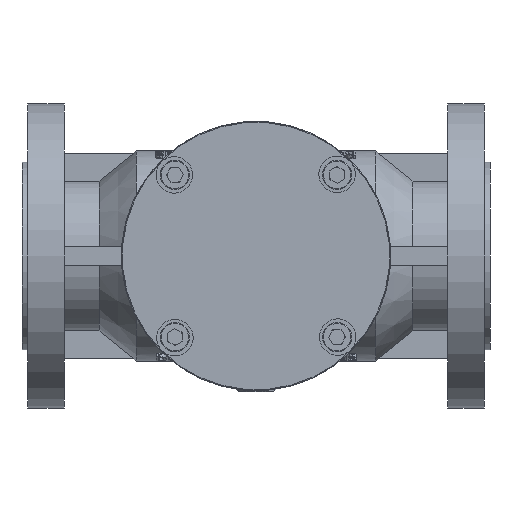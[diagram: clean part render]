
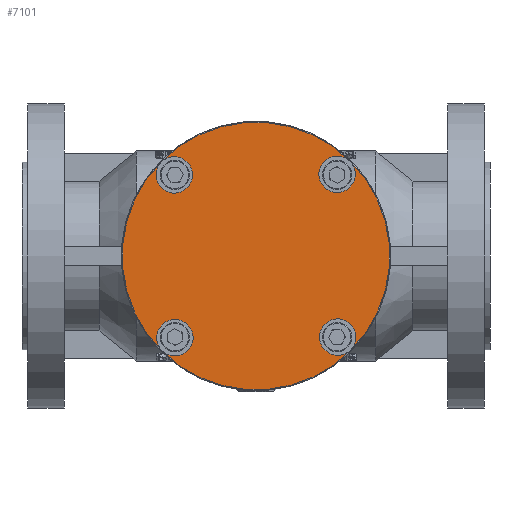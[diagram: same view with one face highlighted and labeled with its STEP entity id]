
A CAD part, front view. The second image highlights one B-rep face of the part: STEP entity #7101.
In plain terms, the highlighted planar face has unit normal (0, -1, 0).
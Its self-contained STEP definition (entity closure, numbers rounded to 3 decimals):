
#31 = EDGE_CURVE ( 'NONE', #30645, #24965, #16645, .T. ) ;
#758 = CARTESIAN_POINT ( 'NONE',  ( -171.016, -205.041, -7.836 ) ) ;
#986 = EDGE_LOOP ( 'NONE', ( #8472, #27341 ) ) ;
#1326 = VERTEX_POINT ( 'NONE', #4093 ) ;
#1902 = FACE_BOUND ( 'NONE', #8991, .T. ) ;
#3453 = FACE_BOUND ( 'NONE', #16893, .T. ) ;
#3474 = EDGE_CURVE ( 'NONE', #12995, #16812, #22671, .T. ) ;
#3911 = DIRECTION ( 'NONE',  ( 0.71, 0., -0.704 ) ) ;
#4093 = CARTESIAN_POINT ( 'NONE',  ( -178.542, -205.041, -0.371 ) ) ;
#5361 = CARTESIAN_POINT ( 'NONE',  ( -86.533, -205.041, -91.643 ) ) ;
#6680 = CIRCLE ( 'NONE', #31539, 5.5 ) ;
#6979 = CARTESIAN_POINT ( 'NONE',  ( -79.078, -205.041, -11.356 ) ) ;
#7101 = ADVANCED_FACE ( 'NONE', ( #33823, #3453, #10193, #1902, #25078 ), #33229, .F. ) ;
#7670 = DIRECTION ( 'NONE',  ( 0., 1., 0. ) ) ;
#8472 = ORIENTED_EDGE ( 'NONE', *, *, #33590, .T. ) ;
#8568 = DIRECTION ( 'NONE',  ( 0., 1., 0. ) ) ;
#8963 = AXIS2_PLACEMENT_3D ( 'NONE', #12716, #35920, #39246 ) ;
#8983 = DIRECTION ( 'NONE',  ( 0.71, 0., -0.704 ) ) ;
#8991 = EDGE_LOOP ( 'NONE', ( #29237, #11893 ) ) ;
#9246 = DIRECTION ( 'NONE',  ( 0.71, 0., -0.704 ) ) ;
#9475 = DIRECTION ( 'NONE',  ( 0.71, 0., -0.704 ) ) ;
#10193 = FACE_BOUND ( 'NONE', #27265, .T. ) ;
#10268 = CIRCLE ( 'NONE', #40549, 5.5 ) ;
#10747 = DIRECTION ( 'NONE',  ( 0., -1., 0. ) ) ;
#10957 = EDGE_CURVE ( 'NONE', #26780, #13556, #10979, .T. ) ;
#10979 = CIRCLE ( 'NONE', #16663, 5.5 ) ;
#11011 = CARTESIAN_POINT ( 'NONE',  ( -86.887, -205.041, -3.609 ) ) ;
#11133 = DIRECTION ( 'NONE',  ( 0., 1., 0. ) ) ;
#11893 = ORIENTED_EDGE ( 'NONE', *, *, #31, .T. ) ;
#12655 = CARTESIAN_POINT ( 'NONE',  ( -170.663, -205.041, -95.87 ) ) ;
#12716 = CARTESIAN_POINT ( 'NONE',  ( -170.663, -205.041, -95.87 ) ) ;
#12995 = VERTEX_POINT ( 'NONE', #5361 ) ;
#13069 = ORIENTED_EDGE ( 'NONE', *, *, #34338, .T. ) ;
#13556 = VERTEX_POINT ( 'NONE', #24163 ) ;
#13874 = CARTESIAN_POINT ( 'NONE',  ( -174.921, -205.041, -3.962 ) ) ;
#14451 = EDGE_CURVE ( 'NONE', #16812, #12995, #6680, .T. ) ;
#14615 = DIRECTION ( 'NONE',  ( 0.71, 0., -0.704 ) ) ;
#14921 = AXIS2_PLACEMENT_3D ( 'NONE', #25080, #18897, #41833 ) ;
#15102 = AXIS2_PLACEMENT_3D ( 'NONE', #15138, #41247, #41099 ) ;
#15138 = CARTESIAN_POINT ( 'NONE',  ( -82.982, -205.041, -7.482 ) ) ;
#16367 = CARTESIAN_POINT ( 'NONE',  ( -82.629, -205.041, -95.516 ) ) ;
#16645 = CIRCLE ( 'NONE', #37072, 5.5 ) ;
#16663 = AXIS2_PLACEMENT_3D ( 'NONE', #34814, #8568, #8983 ) ;
#16812 = VERTEX_POINT ( 'NONE', #23406 ) ;
#16893 = EDGE_LOOP ( 'NONE', ( #13069, #40593 ) ) ;
#17071 = CARTESIAN_POINT ( 'NONE',  ( -127., -205.041, -51.5 ) ) ;
#17240 = CIRCLE ( 'NONE', #15102, 5.5 ) ;
#17339 = EDGE_CURVE ( 'NONE', #1326, #36263, #29766, .T. ) ;
#17439 = AXIS2_PLACEMENT_3D ( 'NONE', #42396, #7670, #3911 ) ;
#17608 = DIRECTION ( 'NONE',  ( 0.71, 0., -0.704 ) ) ;
#18897 = DIRECTION ( 'NONE',  ( 0., 1., 0. ) ) ;
#21522 = VERTEX_POINT ( 'NONE', #34187 ) ;
#21564 = EDGE_LOOP ( 'NONE', ( #29966, #34546 ) ) ;
#22607 = VERTEX_POINT ( 'NONE', #24988 ) ;
#22671 = CIRCLE ( 'NONE', #14921, 5.5 ) ;
#23406 = CARTESIAN_POINT ( 'NONE',  ( -78.724, -205.041, -99.39 ) ) ;
#23613 = AXIS2_PLACEMENT_3D ( 'NONE', #758, #11133, #17608 ) ;
#24163 = CARTESIAN_POINT ( 'NONE',  ( -167.112, -205.041, -11.709 ) ) ;
#24965 = VERTEX_POINT ( 'NONE', #6979 ) ;
#24988 = CARTESIAN_POINT ( 'NONE',  ( -166.758, -205.041, -99.743 ) ) ;
#25078 = FACE_BOUND ( 'NONE', #21564, .T. ) ;
#25080 = CARTESIAN_POINT ( 'NONE',  ( -82.629, -205.041, -95.516 ) ) ;
#25838 = DIRECTION ( 'NONE',  ( 0., 1., 0. ) ) ;
#26119 = CARTESIAN_POINT ( 'NONE',  ( -75.458, -205.041, -102.629 ) ) ;
#26780 = VERTEX_POINT ( 'NONE', #13874 ) ;
#26915 = ORIENTED_EDGE ( 'NONE', *, *, #14451, .T. ) ;
#27265 = EDGE_LOOP ( 'NONE', ( #26915, #34079 ) ) ;
#27341 = ORIENTED_EDGE ( 'NONE', *, *, #17339, .T. ) ;
#27649 = DIRECTION ( 'NONE',  ( 0., 1., 0. ) ) ;
#28763 = CARTESIAN_POINT ( 'NONE',  ( -127., -205.041, -51.5 ) ) ;
#29237 = ORIENTED_EDGE ( 'NONE', *, *, #39812, .T. ) ;
#29534 = AXIS2_PLACEMENT_3D ( 'NONE', #17071, #10747, #39999 ) ;
#29766 = CIRCLE ( 'NONE', #30918, 72.6 ) ;
#29966 = ORIENTED_EDGE ( 'NONE', *, *, #39337, .T. ) ;
#30315 = CIRCLE ( 'NONE', #29534, 72.6 ) ;
#30645 = VERTEX_POINT ( 'NONE', #11011 ) ;
#30918 = AXIS2_PLACEMENT_3D ( 'NONE', #28763, #32059, #9246 ) ;
#31539 = AXIS2_PLACEMENT_3D ( 'NONE', #16367, #25838, #9475 ) ;
#32059 = DIRECTION ( 'NONE',  ( 0., -1., 0. ) ) ;
#33147 = CIRCLE ( 'NONE', #8963, 5.5 ) ;
#33229 = PLANE ( 'NONE',  #17439 ) ;
#33590 = EDGE_CURVE ( 'NONE', #36263, #1326, #30315, .T. ) ;
#33823 = FACE_OUTER_BOUND ( 'NONE', #986, .T. ) ;
#34079 = ORIENTED_EDGE ( 'NONE', *, *, #3474, .T. ) ;
#34187 = CARTESIAN_POINT ( 'NONE',  ( -174.567, -205.041, -91.996 ) ) ;
#34338 = EDGE_CURVE ( 'NONE', #22607, #21522, #10268, .T. ) ;
#34546 = ORIENTED_EDGE ( 'NONE', *, *, #10957, .T. ) ;
#34814 = CARTESIAN_POINT ( 'NONE',  ( -171.016, -205.041, -7.836 ) ) ;
#35571 = DIRECTION ( 'NONE',  ( 0., 1., 0. ) ) ;
#35920 = DIRECTION ( 'NONE',  ( 0., 1., 0. ) ) ;
#36263 = VERTEX_POINT ( 'NONE', #26119 ) ;
#37072 = AXIS2_PLACEMENT_3D ( 'NONE', #37525, #27649, #14615 ) ;
#37525 = CARTESIAN_POINT ( 'NONE',  ( -82.982, -205.041, -7.482 ) ) ;
#39245 = EDGE_CURVE ( 'NONE', #21522, #22607, #33147, .T. ) ;
#39246 = DIRECTION ( 'NONE',  ( 0.71, 0., -0.704 ) ) ;
#39337 = EDGE_CURVE ( 'NONE', #13556, #26780, #40856, .T. ) ;
#39812 = EDGE_CURVE ( 'NONE', #24965, #30645, #17240, .T. ) ;
#39999 = DIRECTION ( 'NONE',  ( 0.71, 0., -0.704 ) ) ;
#40549 = AXIS2_PLACEMENT_3D ( 'NONE', #12655, #35571, #42473 ) ;
#40593 = ORIENTED_EDGE ( 'NONE', *, *, #39245, .T. ) ;
#40856 = CIRCLE ( 'NONE', #23613, 5.5 ) ;
#41099 = DIRECTION ( 'NONE',  ( 0.71, 0., -0.704 ) ) ;
#41247 = DIRECTION ( 'NONE',  ( 0., 1., 0. ) ) ;
#41833 = DIRECTION ( 'NONE',  ( 0.71, 0., -0.704 ) ) ;
#42396 = CARTESIAN_POINT ( 'NONE',  ( -127., -205.041, -51.5 ) ) ;
#42473 = DIRECTION ( 'NONE',  ( 0.71, 0., -0.704 ) ) ;
